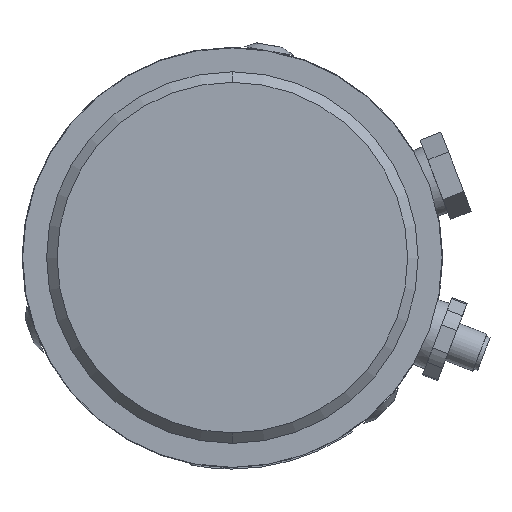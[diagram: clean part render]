
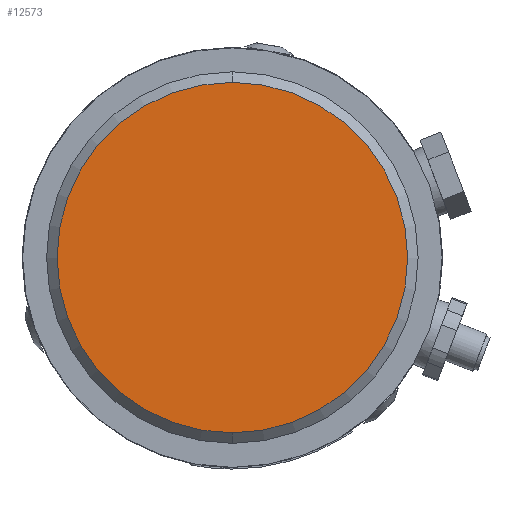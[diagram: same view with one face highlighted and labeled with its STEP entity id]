
A CAD part, front view. The second image highlights one B-rep face of the part: STEP entity #12573.
In plain terms, the highlighted planar face has unit normal (0, -1, 0).
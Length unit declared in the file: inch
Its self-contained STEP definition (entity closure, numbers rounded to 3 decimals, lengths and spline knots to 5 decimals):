
#292 = CARTESIAN_POINT ( 'NONE',  ( -0.28286, 2.57844, -2.083 ) ) ;
#891 = DIRECTION ( 'NONE',  ( 0., 0., 1. ) ) ;
#1070 = CIRCLE ( 'NONE', #3074, 2.083 ) ;
#3074 = AXIS2_PLACEMENT_3D ( 'NONE', #19659, #9777, #21359 ) ;
#4156 = ORIENTED_EDGE ( 'NONE', *, *, #5562, .F. ) ;
#5333 = VERTEX_POINT ( 'NONE', #292 ) ;
#5562 = EDGE_CURVE ( 'NONE', #5959, #5333, #1070, .T. ) ;
#5959 = VERTEX_POINT ( 'NONE', #11224 ) ;
#6189 = ORIENTED_EDGE ( 'NONE', *, *, #18759, .F. ) ;
#8328 = CARTESIAN_POINT ( 'NONE',  ( -0.28286, 2.57844, 0. ) ) ;
#9613 = AXIS2_PLACEMENT_3D ( 'NONE', #8328, #19870, #9989 ) ;
#9777 = DIRECTION ( 'NONE',  ( 0., 1., 0. ) ) ;
#9989 = DIRECTION ( 'NONE',  ( 0., 0., 1. ) ) ;
#10772 = DIRECTION ( 'NONE',  ( 0., 1., 0. ) ) ;
#11224 = CARTESIAN_POINT ( 'NONE',  ( -0.28286, 2.57844, 2.083 ) ) ;
#11877 = EDGE_LOOP ( 'NONE', ( #4156, #6189 ) ) ;
#12573 = ADVANCED_FACE ( 'NONE', ( #16511 ), #15581, .F. ) ;
#15581 = PLANE ( 'NONE',  #19429 ) ;
#16511 = FACE_OUTER_BOUND ( 'NONE', #11877, .T. ) ;
#18759 = EDGE_CURVE ( 'NONE', #5333, #5959, #20132, .T. ) ;
#19429 = AXIS2_PLACEMENT_3D ( 'NONE', #20664, #10772, #891 ) ;
#19659 = CARTESIAN_POINT ( 'NONE',  ( -0.28286, 2.57844, 0. ) ) ;
#19870 = DIRECTION ( 'NONE',  ( 0., 1., 0. ) ) ;
#20132 = CIRCLE ( 'NONE', #9613, 2.083 ) ;
#20664 = CARTESIAN_POINT ( 'NONE',  ( -0.28286, 2.57844, 0. ) ) ;
#21359 = DIRECTION ( 'NONE',  ( 0., 0., 1. ) ) ;
